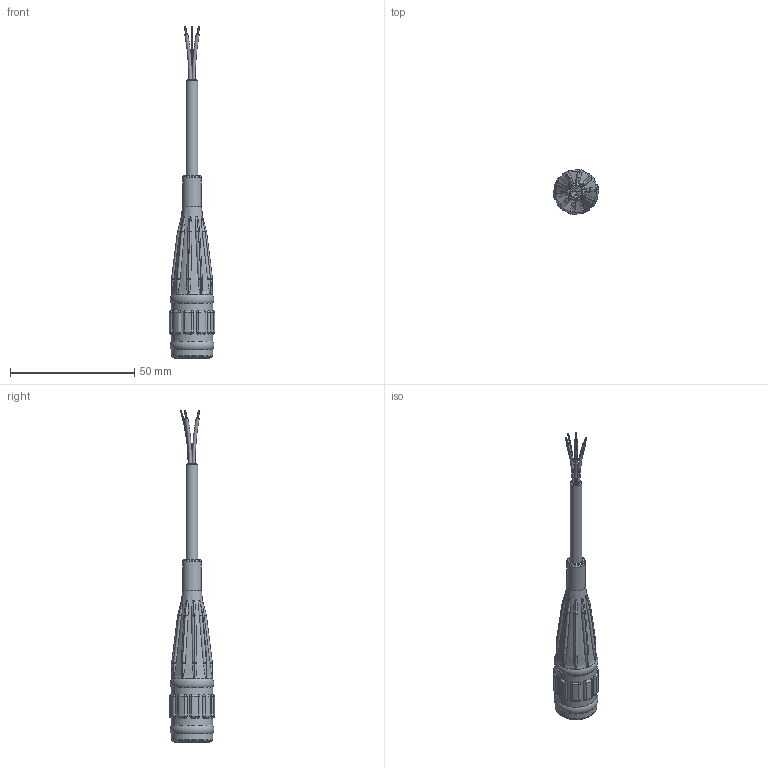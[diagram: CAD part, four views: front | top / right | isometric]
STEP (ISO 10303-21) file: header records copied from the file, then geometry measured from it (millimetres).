
FILE_DESCRIPTION(/* description */ (''),/* implementation_level */ '2;1');
FILE_NAME(/* name */ 'MV4R4.stp',/* time_stamp */ '2023-02-16T10:57:09-05:00',/* author */ ('cthayer'),/* organization */ (''),/* preprocessor_version */ 'ST-DEVELOPER v19',/* originating_system */ 'Autodesk Inventor 2023',/* authorisation */ '');
FILE_SCHEMA (('AUTOMOTIVE_DESIGN { 1 0 10303 214 3 1 1 }'));
Length unit declared in the file: inch
Products named in the file (6): MV4R4; CBP11124; CBP10994; CBP10270; CBP10629; CBP11089
Assembly tree (9 placements, depth 2):
  MV4R4
    CBP11124
    CBP10994
    CBP10270
    CBP10629
    CBP11089  x5
Bounding box: 18.26 x 18.26 x 133.74 mm (x, y, z)
Volume: 7540.1 mm3; surface area: 9840.8 mm2
Topology: 85 solids, 85 shells, 1331 faces, 2808 edges, 1663 vertices
Faces by surface type: plane 470, cylinder 402, torus 298, sphere 80, bspline 50, cone 31
Full cylindrical faces by diameter (mm): 0.125 x2, 0.127 x26, 0.737 x5, 1.054 x5, 1.13 x5, 1.438 x5, 1.689 x5, 1.765 x5, 1.803 x5, 2.121 x5, 3.124 x1, 3.251 x1, 4.064 x1, 4.826 x1, 5.08 x5, 7.62 x1, 9.449 x1, 10.795 x1, 11.717 x8, 12.7 x1, 13.208 x1, 13.462 x1, 16.637 x2
Entity records: 39591 total; most frequent: CARTESIAN_POINT 11083, DIRECTION 6478, ORIENTED_EDGE 5288, AXIS2_PLACEMENT_3D 2876, EDGE_CURVE 2644, CIRCLE 1629, VERTEX_POINT 1555, EDGE_LOOP 1331
